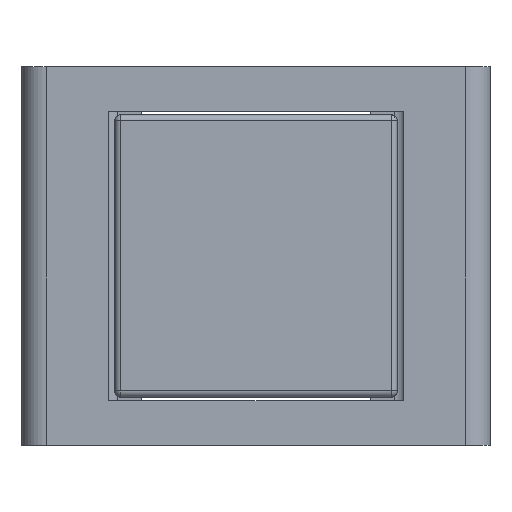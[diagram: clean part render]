
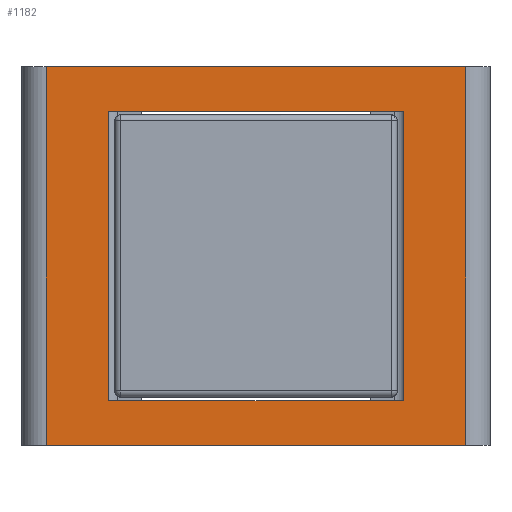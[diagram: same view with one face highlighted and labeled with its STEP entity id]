
A CAD part, top view. The second image highlights one B-rep face of the part: STEP entity #1182.
In plain terms, the highlighted planar face has unit normal (0, 0, 1).
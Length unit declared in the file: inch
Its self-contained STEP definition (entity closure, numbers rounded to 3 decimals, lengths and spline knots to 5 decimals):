
#549=CARTESIAN_POINT('',(0.24016,0.23622,0.75709));
#550=VERTEX_POINT('',#549);
#557=CARTESIAN_POINT('',(-0.24016,0.23622,0.75709));
#558=VERTEX_POINT('',#557);
#559=CARTESIAN_POINT('',(-0.24016,0.23622,0.75709));
#560=DIRECTION('',(1.0,0.0,0.0));
#561=VECTOR('',#560,0.48031);
#562=LINE('',#559,#561);
#563=EDGE_CURVE('',#558,#550,#562,.T.);
#858=CARTESIAN_POINT('',(-0.24016,-0.23622,0.75709));
#859=VERTEX_POINT('',#858);
#866=CARTESIAN_POINT('',(0.24016,-0.23622,0.75709));
#867=VERTEX_POINT('',#866);
#868=CARTESIAN_POINT('',(0.24016,-0.23622,0.75709));
#869=DIRECTION('',(-1.0,0.0,0.0));
#870=VECTOR('',#869,0.48031);
#871=LINE('',#868,#870);
#872=EDGE_CURVE('',#867,#859,#871,.T.);
#1067=CARTESIAN_POINT('',(-0.34252,0.30906,0.75709));
#1068=VERTEX_POINT('',#1067);
#1086=CARTESIAN_POINT('',(-0.34252,-0.30906,0.75709));
#1087=VERTEX_POINT('',#1086);
#1095=CARTESIAN_POINT('',(-0.34252,-0.30906,0.75709));
#1096=DIRECTION('',(0.0,1.0,0.0));
#1097=VECTOR('',#1096,0.61811);
#1098=LINE('',#1095,#1097);
#1099=EDGE_CURVE('',#1087,#1068,#1098,.T.);
#1110=CARTESIAN_POINT('',(0.34252,0.30906,0.75709));
#1111=VERTEX_POINT('',#1110);
#1112=CARTESIAN_POINT('',(-0.34252,0.30906,0.75709));
#1113=DIRECTION('',(1.0,0.0,0.0));
#1114=VECTOR('',#1113,0.68504);
#1115=LINE('',#1112,#1114);
#1116=EDGE_CURVE('',#1068,#1111,#1115,.T.);
#1143=CARTESIAN_POINT('',(0.37677,0.33996,0.75709));
#1144=DIRECTION('',(0.0,0.0,1.0));
#1145=DIRECTION('',(1.0,0.0,0.0));
#1146=AXIS2_PLACEMENT_3D('',#1143,#1144,#1145);
#1147=PLANE('',#1146);
#1148=ORIENTED_EDGE('',*,*,#1099,.F.);
#1149=CARTESIAN_POINT('',(0.34252,-0.30906,0.75709));
#1150=VERTEX_POINT('',#1149);
#1151=CARTESIAN_POINT('',(0.34252,-0.30906,0.75709));
#1152=DIRECTION('',(-1.0,0.0,0.0));
#1153=VECTOR('',#1152,0.68504);
#1154=LINE('',#1151,#1153);
#1155=EDGE_CURVE('',#1150,#1087,#1154,.T.);
#1156=ORIENTED_EDGE('',*,*,#1155,.F.);
#1157=CARTESIAN_POINT('',(0.34252,0.30906,0.75709));
#1158=DIRECTION('',(0.0,-1.0,0.0));
#1159=VECTOR('',#1158,0.61811);
#1160=LINE('',#1157,#1159);
#1161=EDGE_CURVE('',#1111,#1150,#1160,.T.);
#1162=ORIENTED_EDGE('',*,*,#1161,.F.);
#1163=ORIENTED_EDGE('',*,*,#1116,.F.);
#1164=EDGE_LOOP('',(#1148,#1156,#1162,#1163));
#1165=FACE_OUTER_BOUND('',#1164,.T.);
#1166=CARTESIAN_POINT('',(-0.24016,-0.23622,0.75709));
#1167=DIRECTION('',(0.0,1.0,0.0));
#1168=VECTOR('',#1167,0.47244);
#1169=LINE('',#1166,#1168);
#1170=EDGE_CURVE('',#859,#558,#1169,.T.);
#1171=ORIENTED_EDGE('',*,*,#1170,.T.);
#1172=ORIENTED_EDGE('',*,*,#563,.T.);
#1173=CARTESIAN_POINT('',(0.24016,0.23622,0.75709));
#1174=DIRECTION('',(0.0,-1.0,0.0));
#1175=VECTOR('',#1174,0.47244);
#1176=LINE('',#1173,#1175);
#1177=EDGE_CURVE('',#550,#867,#1176,.T.);
#1178=ORIENTED_EDGE('',*,*,#1177,.T.);
#1179=ORIENTED_EDGE('',*,*,#872,.T.);
#1180=EDGE_LOOP('',(#1171,#1172,#1178,#1179));
#1181=FACE_BOUND('',#1180,.T.);
#1182=ADVANCED_FACE('',(#1165,#1181),#1147,.T.);
